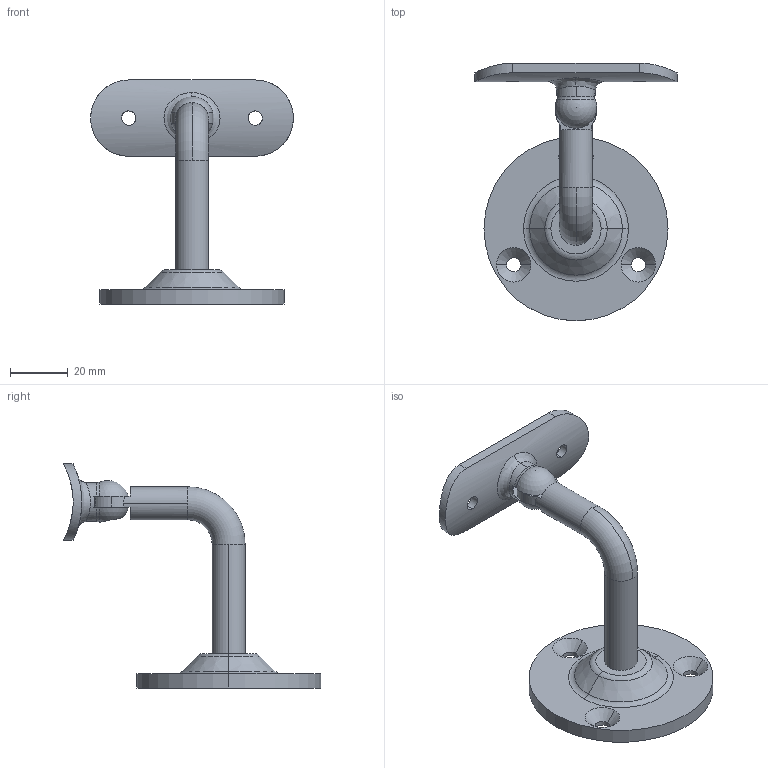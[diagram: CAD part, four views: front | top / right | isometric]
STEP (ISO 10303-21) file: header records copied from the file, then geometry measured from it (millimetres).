
FILE_DESCRIPTION (( 'STEP AP214' ), '1' );
FILE_NAME ('àðò.KRT206.STEP', '2014-06-04T05:51:28', ( '' ), ( '' ), 'SwSTEP 2.0', 'SolidWorks 2014', '' );
FILE_SCHEMA (( 'AUTOMOTIVE_DESIGN' ));
Length unit declared in the file: millimetre
Products named in the file (6): àðò.KRT206; socket button head cap screw_am_B18.3.4M - 4 x 0.7 x 8 SBHCS --N; àðò.KRT206.01.001; hex nut style 1_am_B18.2.4.1M - Hex nut, Style 1,  M8 x 1.25 --D-N; àðò.KRT206.02.001; àðò.KRT206.01.002
Assembly tree (5 placements, depth 2):
  àðò.KRT206
    àðò.KRT206.01.001
    àðò.KRT206.01.002
    àðò.KRT206.02.001
    hex nut style 1_am_B18.2.4.1M - Hex nut, Style 1,  M8 x 1.25 --D-N
    socket button head cap screw_am_B18.3.4M - 4 x 0.7 x 8 SBHCS --N
Bounding box: 70.49 x 89.48 x 77.9 mm (x, y, z)
Volume: 27786.1 mm3; surface area: 18011.9 mm2
Topology: 5 solids, 5 shells, 147 faces, 350 edges, 217 vertices
Faces by surface type: cylinder 57, plane 39, cone 32, torus 13, sphere 4, bspline 2
Entity records: 5569 total; most frequent: CARTESIAN_POINT 1916, DIRECTION 757, ORIENTED_EDGE 686, EDGE_CURVE 343, AXIS2_PLACEMENT_3D 319, VERTEX_POINT 214, EDGE_LOOP 173, CIRCLE 166
